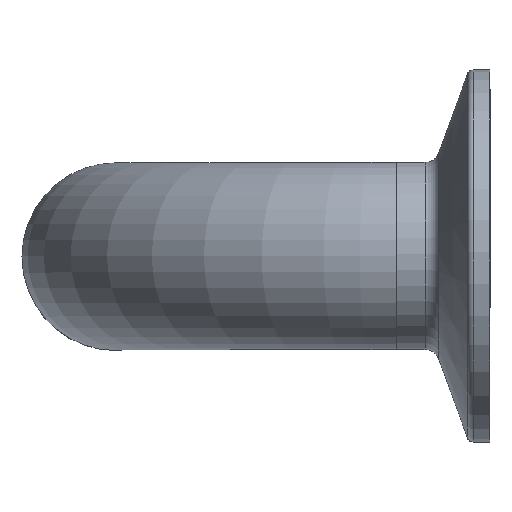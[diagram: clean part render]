
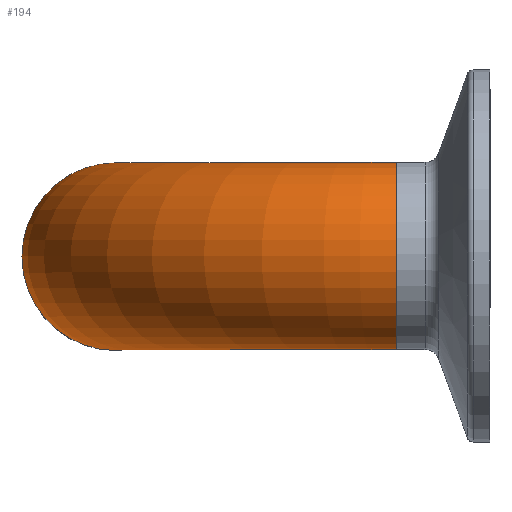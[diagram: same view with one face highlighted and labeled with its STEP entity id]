
A CAD part, top view. The second image highlights one B-rep face of the part: STEP entity #194.
In plain terms, the highlighted toroidal (fillet/blend) face has major radius 38.1 mm and minor radius 12.7 mm.
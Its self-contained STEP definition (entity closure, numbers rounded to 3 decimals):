
#112=CARTESIAN_POINT('',(38.1,-12.7,76.2));
#113=VERTEX_POINT('',#112);
#114=CARTESIAN_POINT('',(38.1,0.0,76.2));
#115=DIRECTION('',(-1.0,0.0,0.0));
#116=DIRECTION('',(0.0,0.0,1.0));
#117=AXIS2_PLACEMENT_3D('',#114,#115,#116);
#118=CIRCLE('',#117,12.7);
#119=EDGE_CURVE('',#113,#113,#118,.T.);
#175=CARTESIAN_POINT('',(38.1,0.0,38.1));
#176=DIRECTION('',(0.0,1.0,0.0));
#177=DIRECTION('',(0.0,0.0,1.0));
#178=AXIS2_PLACEMENT_3D('',#175,#176,#177);
#179=TOROIDAL_SURFACE('',#178,38.1,12.7);
#180=ORIENTED_EDGE('',*,*,#119,.T.);
#181=EDGE_LOOP('',(#180));
#182=FACE_OUTER_BOUND('',#181,.T.);
#183=CARTESIAN_POINT('',(12.7,0.,38.1));
#184=VERTEX_POINT('',#183);
#185=CARTESIAN_POINT('',(0.,0.0,38.1));
#186=DIRECTION('',(0.0,0.0,-1.0));
#187=DIRECTION('',(-1.0,0.0,0.0));
#188=AXIS2_PLACEMENT_3D('',#185,#186,#187);
#189=CIRCLE('',#188,12.7);
#190=EDGE_CURVE('',#184,#184,#189,.T.);
#191=ORIENTED_EDGE('',*,*,#190,.F.);
#192=EDGE_LOOP('',(#191));
#193=FACE_BOUND('',#192,.T.);
#194=ADVANCED_FACE('',(#182,#193),#179,.T.);
